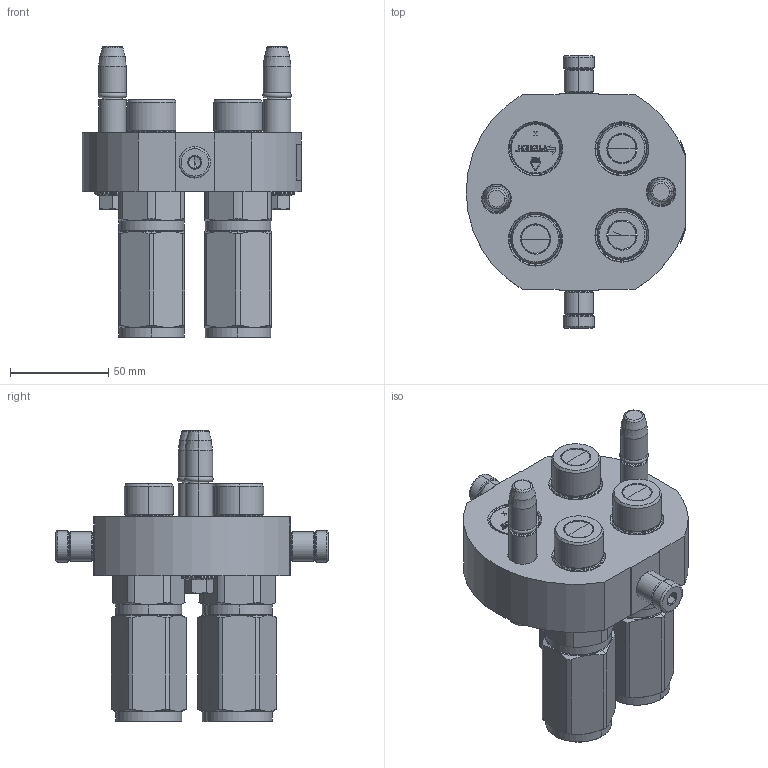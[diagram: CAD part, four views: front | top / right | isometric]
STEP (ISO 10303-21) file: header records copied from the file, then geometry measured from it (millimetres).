
FILE_DESCRIPTION (( 'STEP AP214' ), '1' );
FILE_NAME ('FASTER.step', '2022-11-22T06:26:24', ( '' ), ( '' ), 'SwSTEP 2.0', 'SolidWorks 2017', '' );
FILE_SCHEMA (( 'AUTOMOTIVE_DESIGN' ));
Length unit declared in the file: millimetre
Products named in the file (12): 1540_080_0008_000; 4830_028_1000_011; FASTER; 3ffnp12_gas_m; or2_62x9_19_m; 4830_013_3000_030; P508_M_BASE; et002_piegata; 4830_021_0000_000; TAPPO_12; 4830_010_0000_022
Assembly tree (18 placements, depth 3):
  FASTER
    P508_M_BASE
      4830_010_0000_022
      4830_013_3000_030  x2
      4830_028_1000_011  x2
      4830_021_0000_000  x2
      1540_080_0008_000  x2
      or2_62x9_19_m  x2
    TAPPO_12
    3ffnp12_gas_m  x3
      3ffnp12_gas_m
    et002_piegata
Bounding box: 111.8 x 138.6 x 148.2 mm (x, y, z)
Volume: 14420.6 mm3; surface area: 120385 mm2
Topology: 6 solids, 46 shells, 2086 faces, 6048 edges, 3959 vertices
Faces by surface type: plane 1150, cylinder 385, cone 306, torus 130, bspline 115
Entity records: 57972 total; most frequent: CARTESIAN_POINT 14154, ORIENTED_EDGE 7563, DIRECTION 7102, EDGE_CURVE 3964, LINE 2708, VECTOR 2708, VERTEX_POINT 2585, AXIS2_PLACEMENT_3D 2197
